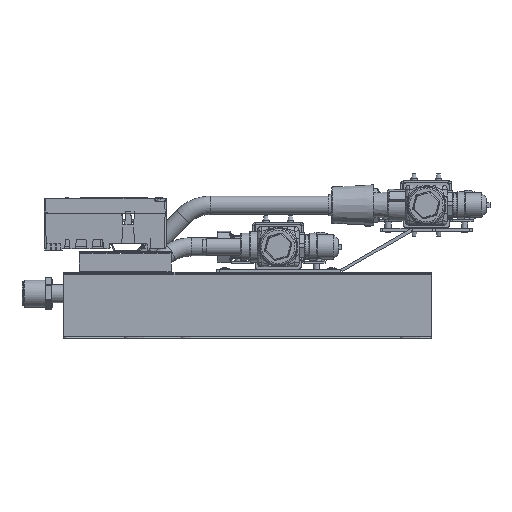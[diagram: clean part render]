
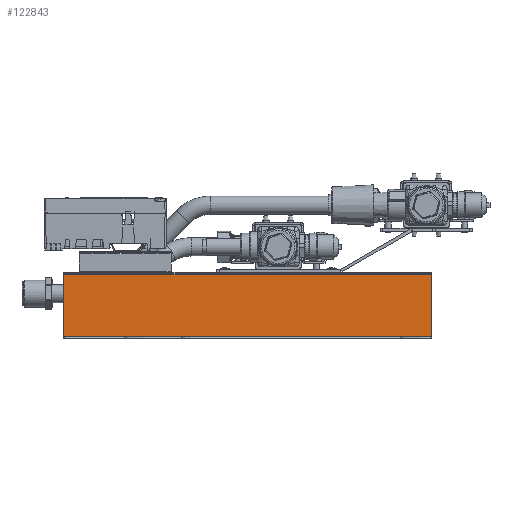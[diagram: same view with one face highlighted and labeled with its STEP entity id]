
A CAD part, left-side view. The second image highlights one B-rep face of the part: STEP entity #122843.
In plain terms, the highlighted planar face has unit normal (-1, 0, 0).
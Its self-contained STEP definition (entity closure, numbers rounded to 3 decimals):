
#364 = LINE ( 'NONE', #161300, #75967 ) ;
#11332 = VERTEX_POINT ( 'NONE', #57123 ) ;
#19587 = CARTESIAN_POINT ( 'NONE',  ( -411.755, -360., 188.991 ) ) ;
#19631 = FACE_OUTER_BOUND ( 'NONE', #96945, .T. ) ;
#21838 = VECTOR ( 'NONE', #147700, 1000. ) ;
#25629 = CARTESIAN_POINT ( 'NONE',  ( -411.755, -360., 251.755 ) ) ;
#27561 = CARTESIAN_POINT ( 'NONE',  ( -411.755, 0., 249.768 ) ) ;
#31475 = EDGE_CURVE ( 'NONE', #11332, #54189, #51335, .T. ) ;
#43328 = ORIENTED_EDGE ( 'NONE', *, *, #136762, .T. ) ;
#51335 = LINE ( 'NONE', #19587, #21838 ) ;
#54189 = VERTEX_POINT ( 'NONE', #110605 ) ;
#57123 = CARTESIAN_POINT ( 'NONE',  ( -411.755, -360., 188.991 ) ) ;
#58647 = DIRECTION ( 'NONE',  ( 0., 0., -1. ) ) ;
#70485 = PLANE ( 'NONE',  #120639 ) ;
#73514 = VERTEX_POINT ( 'NONE', #78695 ) ;
#75967 = VECTOR ( 'NONE', #78828, 1000. ) ;
#78695 = CARTESIAN_POINT ( 'NONE',  ( -411.755, -360., 249.768 ) ) ;
#78828 = DIRECTION ( 'NONE',  ( 0., 1., 0. ) ) ;
#92953 = DIRECTION ( 'NONE',  ( 0., 0., -1. ) ) ;
#96945 = EDGE_LOOP ( 'NONE', ( #148838, #202788, #120293, #43328 ) ) ;
#105074 = LINE ( 'NONE', #25629, #122021 ) ;
#108738 = CARTESIAN_POINT ( 'NONE',  ( -411.755, 0., 251.755 ) ) ;
#110605 = CARTESIAN_POINT ( 'NONE',  ( -411.755, 0., 188.991 ) ) ;
#120293 = ORIENTED_EDGE ( 'NONE', *, *, #178284, .F. ) ;
#120639 = AXIS2_PLACEMENT_3D ( 'NONE', #187789, #121124, #58647 ) ;
#121124 = DIRECTION ( 'NONE',  ( 1., 0., 0. ) ) ;
#122021 = VECTOR ( 'NONE', #202414, 1000. ) ;
#122843 = ADVANCED_FACE ( 'NONE', ( #19631 ), #70485, .F. ) ;
#136762 = EDGE_CURVE ( 'NONE', #73514, #141288, #364, .T. ) ;
#140542 = VECTOR ( 'NONE', #92953, 1000. ) ;
#141288 = VERTEX_POINT ( 'NONE', #27561 ) ;
#147700 = DIRECTION ( 'NONE',  ( 0., 1., 0. ) ) ;
#148838 = ORIENTED_EDGE ( 'NONE', *, *, #158376, .T. ) ;
#158376 = EDGE_CURVE ( 'NONE', #141288, #54189, #189207, .T. ) ;
#161300 = CARTESIAN_POINT ( 'NONE',  ( -411.755, -360., 249.768 ) ) ;
#178284 = EDGE_CURVE ( 'NONE', #73514, #11332, #105074, .T. ) ;
#187789 = CARTESIAN_POINT ( 'NONE',  ( -411.755, -360., 251.755 ) ) ;
#189207 = LINE ( 'NONE', #108738, #140542 ) ;
#202414 = DIRECTION ( 'NONE',  ( 0., 0., -1. ) ) ;
#202788 = ORIENTED_EDGE ( 'NONE', *, *, #31475, .F. ) ;
